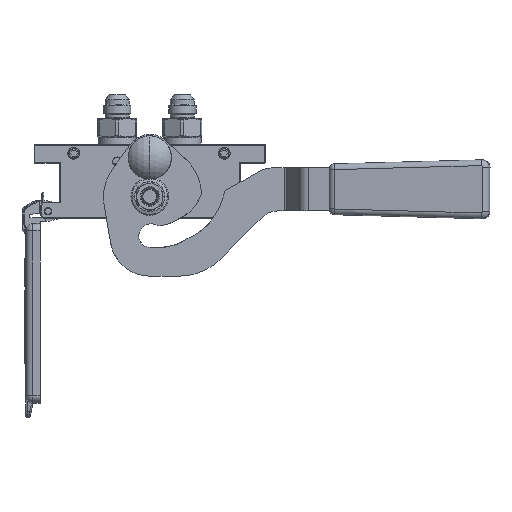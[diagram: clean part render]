
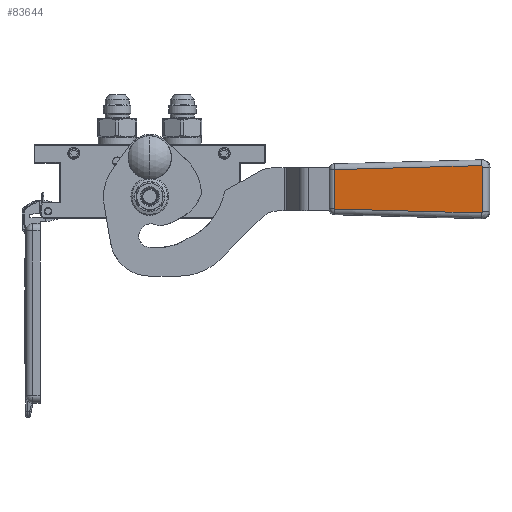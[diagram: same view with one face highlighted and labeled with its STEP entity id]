
A CAD part, front view. The second image highlights one B-rep face of the part: STEP entity #83644.
In plain terms, the highlighted face is planar.
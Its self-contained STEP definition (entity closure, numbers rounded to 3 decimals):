
#55 = AXIS2_PLACEMENT_3D ( 'NONE', #18313, #77131, #32687 ) ;
#2510 = VERTEX_POINT ( 'NONE', #19715 ) ;
#4078 = CARTESIAN_POINT ( 'NONE',  ( -16.301, 0.063, -4.688 ) ) ;
#4744 = ORIENTED_EDGE ( 'NONE', *, *, #10305, .F. ) ;
#8812 = ORIENTED_EDGE ( 'NONE', *, *, #59489, .F. ) ;
#9584 = CARTESIAN_POINT ( 'NONE',  ( 16.363, 0.069, -5.081 ) ) ;
#10305 = EDGE_CURVE ( 'NONE', #79334, #71660, #80374, .T. ) ;
#11228 = DIRECTION ( 'NONE',  ( -1., 0., 0. ) ) ;
#11508 = CARTESIAN_POINT ( 'NONE',  ( -13.607, 1.447, -107.054 ) ) ;
#11542 = CARTESIAN_POINT ( 'NONE',  ( -15.43, 0.055, -4.054 ) ) ;
#11875 = DIRECTION ( 'NONE',  ( -0.027, 0.014, -1. ) ) ;
#12447 = FACE_OUTER_BOUND ( 'NONE', #71340, .T. ) ;
#13630 = VECTOR ( 'NONE', #89470, 1000. ) ;
#13659 = B_SPLINE_CURVE_WITH_KNOTS ( 'NONE', 3,
 ( #32766, #62622, #33415, #4078, #77847, #56419, #56093, #55116, #77532, #11542, #85977 ),
 .UNSPECIFIED., .F., .F.,
 ( 4, 1, 1, 1, 1, 1, 1, 1, 4 ),
 ( 0., 0.125, 0.25, 0.375, 0.5, 0.625, 0.75, 0.875, 1. ),
 .UNSPECIFIED. ) ;
#17036 = VECTOR ( 'NONE', #79952, 1000. ) ;
#17045 = CARTESIAN_POINT ( 'NONE',  ( 13.607, 1.447, -107.054 ) ) ;
#17338 = PLANE ( 'NONE',  #55 ) ;
#17622 = B_SPLINE_CURVE_WITH_KNOTS ( 'NONE', 3,
 ( #85606, #41465, #92107, #25869, #40804, #78476, #71004, #47653, #34008, #55402, #77489 ),
 .UNSPECIFIED., .F., .F.,
 ( 4, 1, 1, 1, 1, 1, 1, 1, 4 ),
 ( 0., 0.125, 0.25, 0.375, 0.5, 0.625, 0.75, 0.875, 1. ),
 .UNSPECIFIED. ) ;
#18313 = CARTESIAN_POINT ( 'NONE',  ( 50., 1.5, -111. ) ) ;
#19038 = ORIENTED_EDGE ( 'NONE', *, *, #62315, .F. ) ;
#19715 = CARTESIAN_POINT ( 'NONE',  ( -16.363, 0.069, -5.081 ) ) ;
#25869 = CARTESIAN_POINT ( 'NONE',  ( 15.754, 0.056, -4.127 ) ) ;
#26667 = EDGE_CURVE ( 'NONE', #71660, #45907, #26700, .T. ) ;
#26700 = LINE ( 'NONE', #71708, #96420 ) ;
#29527 = ORIENTED_EDGE ( 'NONE', *, *, #53253, .F. ) ;
#32687 = DIRECTION ( 'NONE',  ( 0., -0.014, 1. ) ) ;
#32766 = CARTESIAN_POINT ( 'NONE',  ( -16.363, 0.069, -5.081 ) ) ;
#33415 = CARTESIAN_POINT ( 'NONE',  ( -16.355, 0.066, -4.882 ) ) ;
#34008 = CARTESIAN_POINT ( 'NONE',  ( 16.355, 0.066, -4.882 ) ) ;
#35503 = CARTESIAN_POINT ( 'NONE',  ( -15.363, 0.055, -4.054 ) ) ;
#40804 = CARTESIAN_POINT ( 'NONE',  ( 15.931, 0.057, -4.223 ) ) ;
#41465 = CARTESIAN_POINT ( 'NONE',  ( 15.43, 0.055, -4.054 ) ) ;
#44132 = EDGE_CURVE ( 'NONE', #61091, #63378, #84474, .T. ) ;
#44170 = CARTESIAN_POINT ( 'NONE',  ( -15.363, 0.055, -4.054 ) ) ;
#44888 = ORIENTED_EDGE ( 'NONE', *, *, #44132, .F. ) ;
#45907 = VERTEX_POINT ( 'NONE', #11508 ) ;
#47210 = ORIENTED_EDGE ( 'NONE', *, *, #26667, .F. ) ;
#47653 = CARTESIAN_POINT ( 'NONE',  ( 16.301, 0.063, -4.688 ) ) ;
#53253 = EDGE_CURVE ( 'NONE', #2510, #61091, #13659, .T. ) ;
#55116 = CARTESIAN_POINT ( 'NONE',  ( -15.754, 0.056, -4.127 ) ) ;
#55402 = CARTESIAN_POINT ( 'NONE',  ( 16.364, 0.068, -5.014 ) ) ;
#56093 = CARTESIAN_POINT ( 'NONE',  ( -15.931, 0.057, -4.223 ) ) ;
#56419 = CARTESIAN_POINT ( 'NONE',  ( -16.084, 0.059, -4.352 ) ) ;
#59489 = EDGE_CURVE ( 'NONE', #45907, #2510, #93838, .T. ) ;
#61091 = VERTEX_POINT ( 'NONE', #44170 ) ;
#62315 = EDGE_CURVE ( 'NONE', #63378, #79334, #17622, .T. ) ;
#62622 = CARTESIAN_POINT ( 'NONE',  ( -16.364, 0.068, -5.014 ) ) ;
#63378 = VERTEX_POINT ( 'NONE', #82140 ) ;
#71004 = CARTESIAN_POINT ( 'NONE',  ( 16.209, 0.061, -4.509 ) ) ;
#71340 = EDGE_LOOP ( 'NONE', ( #47210, #4744, #19038, #44888, #29527, #8812 ) ) ;
#71659 = CARTESIAN_POINT ( 'NONE',  ( 16.363, 0.069, -5.081 ) ) ;
#71660 = VERTEX_POINT ( 'NONE', #17045 ) ;
#71708 = CARTESIAN_POINT ( 'NONE',  ( 13.607, 1.447, -107.054 ) ) ;
#73880 = CARTESIAN_POINT ( 'NONE',  ( -13.607, 1.447, -107.054 ) ) ;
#77131 = DIRECTION ( 'NONE',  ( 0., 1., 0.014 ) ) ;
#77489 = CARTESIAN_POINT ( 'NONE',  ( 16.363, 0.069, -5.081 ) ) ;
#77532 = CARTESIAN_POINT ( 'NONE',  ( -15.562, 0.055, -4.067 ) ) ;
#77847 = CARTESIAN_POINT ( 'NONE',  ( -16.209, 0.061, -4.509 ) ) ;
#78476 = CARTESIAN_POINT ( 'NONE',  ( 16.084, 0.059, -4.352 ) ) ;
#79173 = VECTOR ( 'NONE', #11875, 1000. ) ;
#79334 = VERTEX_POINT ( 'NONE', #71659 ) ;
#79952 = DIRECTION ( 'NONE',  ( 1., 0., 0. ) ) ;
#80374 = LINE ( 'NONE', #9584, #79173 ) ;
#82140 = CARTESIAN_POINT ( 'NONE',  ( 15.363, 0.055, -4.054 ) ) ;
#83644 = ADVANCED_FACE ( 'NONE', ( #12447 ), #17338, .F. ) ;
#84474 = LINE ( 'NONE', #35503, #17036 ) ;
#85606 = CARTESIAN_POINT ( 'NONE',  ( 15.363, 0.055, -4.054 ) ) ;
#85977 = CARTESIAN_POINT ( 'NONE',  ( -15.363, 0.055, -4.054 ) ) ;
#89470 = DIRECTION ( 'NONE',  ( -0.027, -0.014, 1. ) ) ;
#92107 = CARTESIAN_POINT ( 'NONE',  ( 15.562, 0.055, -4.067 ) ) ;
#93838 = LINE ( 'NONE', #73880, #13630 ) ;
#96420 = VECTOR ( 'NONE', #11228, 1000. ) ;
